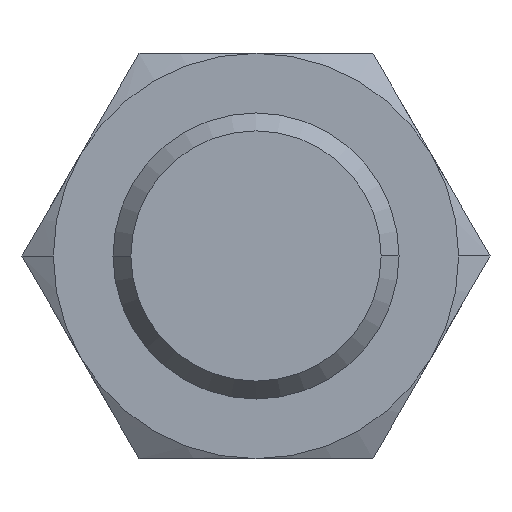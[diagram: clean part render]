
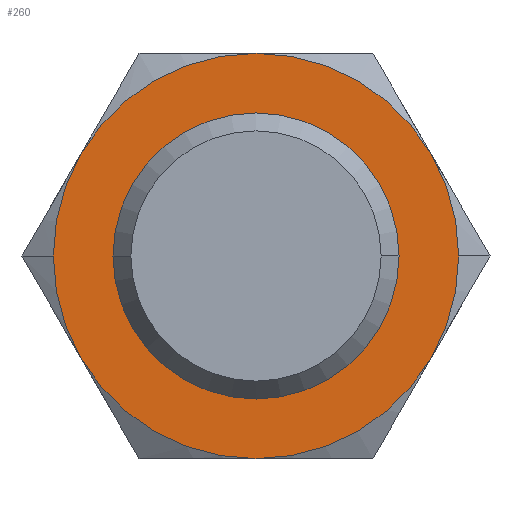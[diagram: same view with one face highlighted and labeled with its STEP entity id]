
A CAD part, front view. The second image highlights one B-rep face of the part: STEP entity #260.
In plain terms, the highlighted planar face has unit normal (0, -1, 0).
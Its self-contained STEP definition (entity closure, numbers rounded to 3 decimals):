
#260=ADVANCED_FACE('',(#453,#454),#455,.T.);
#453=FACE_OUTER_BOUND('',#653,.T.);
#454=FACE_BOUND('',#654,.T.);
#455=PLANE('',#655);
#653=EDGE_LOOP('',(#1291,#1292,#1293,#1294,#1295,#1296,#1297,#1298));
#654=EDGE_LOOP('',(#1299,#1300));
#655=AXIS2_PLACEMENT_3D('',#1301,#1302,#1303);
#1291=ORIENTED_EDGE('',*,*,#1532,.F.);
#1292=ORIENTED_EDGE('',*,*,#1518,.F.);
#1293=ORIENTED_EDGE('',*,*,#1521,.F.);
#1294=ORIENTED_EDGE('',*,*,#1523,.F.);
#1295=ORIENTED_EDGE('',*,*,#1516,.F.);
#1296=ORIENTED_EDGE('',*,*,#1527,.F.);
#1297=ORIENTED_EDGE('',*,*,#1530,.F.);
#1298=ORIENTED_EDGE('',*,*,#1512,.F.);
#1299=ORIENTED_EDGE('',*,*,#1552,.T.);
#1300=ORIENTED_EDGE('',*,*,#1496,.T.);
#1301=CARTESIAN_POINT('',(7.25,-13.7,0.0));
#1302=DIRECTION('',(0.0,-1.0,0.0));
#1303=DIRECTION('',(-1.0,0.0,0.0));
#1496=EDGE_CURVE('',#1778,#1775,#1779,.T.);
#1512=EDGE_CURVE('',#1805,#1808,#1809,.T.);
#1516=EDGE_CURVE('',#1814,#1812,#1816,.T.);
#1518=EDGE_CURVE('',#1818,#1820,#1821,.T.);
#1521=EDGE_CURVE('',#1824,#1818,#1826,.T.);
#1523=EDGE_CURVE('',#1812,#1824,#1828,.T.);
#1527=EDGE_CURVE('',#1832,#1814,#1834,.T.);
#1530=EDGE_CURVE('',#1808,#1832,#1838,.T.);
#1532=EDGE_CURVE('',#1820,#1805,#1840,.T.);
#1552=EDGE_CURVE('',#1775,#1778,#1868,.T.);
#1775=VERTEX_POINT('',#2531);
#1778=VERTEX_POINT('',#2535);
#1779=CIRCLE('',#2536,6.0);
#1805=VERTEX_POINT('',#2591);
#1808=VERTEX_POINT('',#2595);
#1809=CIRCLE('',#2596,8.5);
#1812=VERTEX_POINT('',#2610);
#1814=VERTEX_POINT('',#2613);
#1816=CIRCLE('',#2626,8.5);
#1818=VERTEX_POINT('',#2628);
#1820=VERTEX_POINT('',#2641);
#1821=CIRCLE('',#2642,8.5);
#1824=VERTEX_POINT('',#2656);
#1826=CIRCLE('',#2669,8.5);
#1828=CIRCLE('',#2682,8.5);
#1832=VERTEX_POINT('',#2708);
#1834=CIRCLE('',#2721,8.5);
#1838=CIRCLE('',#2747,8.5);
#1840=CIRCLE('',#2760,8.5);
#1868=CIRCLE('',#2898,6.0);
#2531=CARTESIAN_POINT('',(6.0,-13.7,0.0));
#2535=CARTESIAN_POINT('',(-6.0,-13.7,0.));
#2536=AXIS2_PLACEMENT_3D('',#3147,#3148,#3149);
#2591=CARTESIAN_POINT('',(8.5,-13.7,0.));
#2595=CARTESIAN_POINT('',(7.361,-13.7,-4.25));
#2596=AXIS2_PLACEMENT_3D('',#3173,#3174,#3175);
#2610=CARTESIAN_POINT('',(-8.5,-13.7,0.));
#2613=CARTESIAN_POINT('',(-7.361,-13.7,-4.25));
#2626=AXIS2_PLACEMENT_3D('',#3177,#3178,#3179);
#2628=CARTESIAN_POINT('',(0.,-13.7,8.5));
#2641=CARTESIAN_POINT('',(7.361,-13.7,4.25));
#2642=AXIS2_PLACEMENT_3D('',#3180,#3181,#3182);
#2656=CARTESIAN_POINT('',(-7.361,-13.7,4.25));
#2669=AXIS2_PLACEMENT_3D('',#3183,#3184,#3185);
#2682=AXIS2_PLACEMENT_3D('',#3186,#3187,#3188);
#2708=CARTESIAN_POINT('',(0.0,-13.7,-8.5));
#2721=AXIS2_PLACEMENT_3D('',#3189,#3190,#3191);
#2747=AXIS2_PLACEMENT_3D('',#3192,#3193,#3194);
#2760=AXIS2_PLACEMENT_3D('',#3195,#3196,#3197);
#2898=AXIS2_PLACEMENT_3D('',#3225,#3226,#3227);
#3147=CARTESIAN_POINT('',(0.0,-13.7,0.0));
#3148=DIRECTION('',(0.0,1.0,0.0));
#3149=DIRECTION('',(1.0,0.0,0.0));
#3173=CARTESIAN_POINT('',(0.0,-13.7,0.0));
#3174=DIRECTION('',(0.0,1.0,0.0));
#3175=DIRECTION('',(1.0,0.0,0.0));
#3177=CARTESIAN_POINT('',(0.0,-13.7,0.0));
#3178=DIRECTION('',(0.0,1.0,0.0));
#3179=DIRECTION('',(1.0,0.0,0.0));
#3180=CARTESIAN_POINT('',(0.0,-13.7,0.0));
#3181=DIRECTION('',(0.0,1.0,0.0));
#3182=DIRECTION('',(1.0,0.0,0.0));
#3183=CARTESIAN_POINT('',(0.0,-13.7,0.0));
#3184=DIRECTION('',(0.0,1.0,0.0));
#3185=DIRECTION('',(1.0,0.0,0.0));
#3186=CARTESIAN_POINT('',(0.0,-13.7,0.0));
#3187=DIRECTION('',(0.0,1.0,0.0));
#3188=DIRECTION('',(1.0,0.0,0.0));
#3189=CARTESIAN_POINT('',(0.0,-13.7,0.0));
#3190=DIRECTION('',(0.0,1.0,0.0));
#3191=DIRECTION('',(1.0,0.0,0.0));
#3192=CARTESIAN_POINT('',(0.0,-13.7,0.0));
#3193=DIRECTION('',(0.0,1.0,0.0));
#3194=DIRECTION('',(1.0,0.0,0.0));
#3195=CARTESIAN_POINT('',(0.0,-13.7,0.0));
#3196=DIRECTION('',(0.0,1.0,0.0));
#3197=DIRECTION('',(1.0,0.0,0.0));
#3225=CARTESIAN_POINT('',(0.0,-13.7,0.0));
#3226=DIRECTION('',(0.0,1.0,0.0));
#3227=DIRECTION('',(1.0,0.0,0.0));
